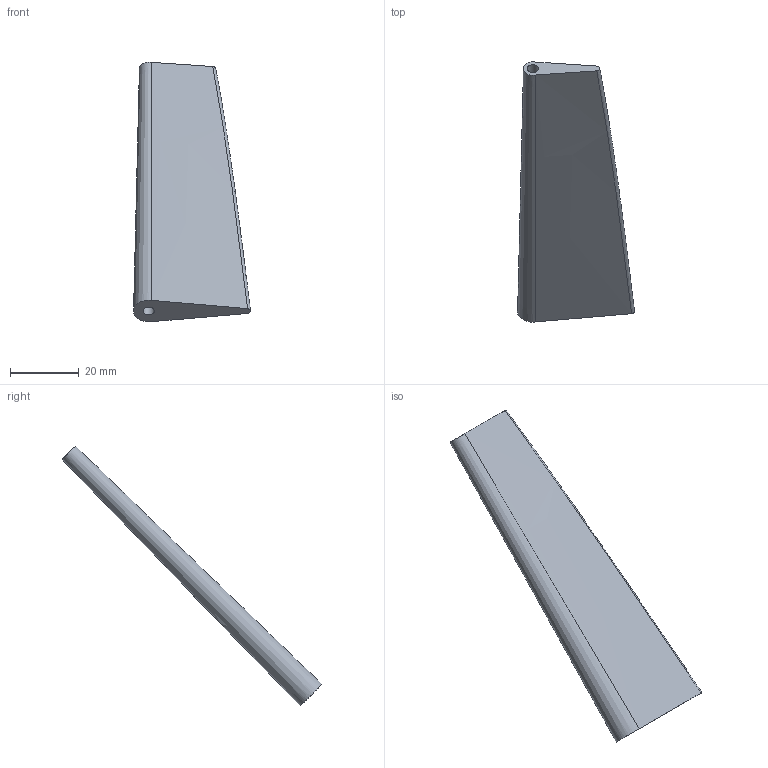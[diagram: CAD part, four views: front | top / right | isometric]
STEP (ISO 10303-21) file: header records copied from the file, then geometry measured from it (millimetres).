
FILE_DESCRIPTION(/* description */ (''),/* implementation_level */ '2;1');
FILE_NAME(/* name */ 'P_aft_V_rudder.stp',/* time_stamp */ '2025-09-05T13:29:59+02:00',/* author */ ('FAL'),/* organization */ (''),/* preprocessor_version */ 'ST-DEVELOPER v20.1',/* originating_system */ 'Autodesk Inventor 2026',/* authorisation */ '');
FILE_SCHEMA (('AUTOMOTIVE_DESIGN { 1 0 10303 214 3 1 1 }'));
Length unit declared in the file: millimetre
Products named in the file (1): P_aft_V_rudder
Bounding box: 34.03 x 75.56 x 75.56 mm (x, y, z)
Volume: 13057.7 mm3; surface area: 7504.7 mm2
Topology: 1 solids, 1 shells, 8 faces, 16 edges, 10 vertices
Faces by surface type: plane 3, bspline 3, cylinder 1, cone 1
Full cylindrical faces by diameter (mm): 3.2 x1
Entity records: 574 total; most frequent: CARTESIAN_POINT 368, ORIENTED_EDGE 32, DIRECTION 22, EDGE_CURVE 16, B_SPLINE_CURVE_WITH_KNOTS 10, EDGE_LOOP 10, VERTEX_POINT 10, AXIS2_PLACEMENT_3D 10
